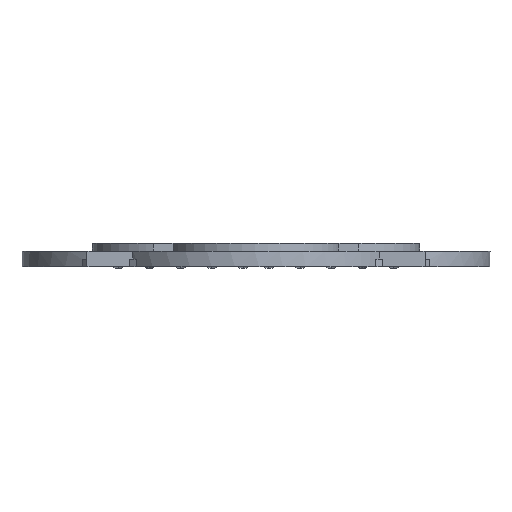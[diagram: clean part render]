
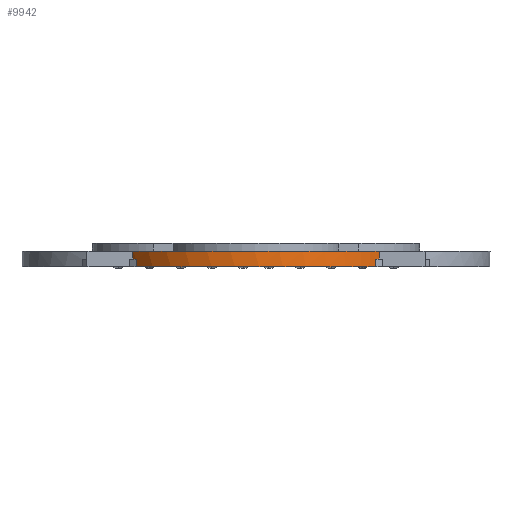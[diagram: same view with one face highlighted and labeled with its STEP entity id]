
A CAD part, front view. The second image highlights one B-rep face of the part: STEP entity #9942.
In plain terms, the highlighted free-form (B-spline) face has degree [2, 1] with [3, 2] control points.
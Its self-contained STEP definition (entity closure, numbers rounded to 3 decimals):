
#2349 = VERTEX_POINT('',#2350);
#2350 = CARTESIAN_POINT('',(545.282,-790.464,0.));
#2356 = EDGE_CURVE('',#2357,#2349,#2359,.T.);
#2357 = VERTEX_POINT('',#2358);
#2358 = CARTESIAN_POINT('',(-545.282,-790.464,0.));
#2359 = ( BOUNDED_CURVE() B_SPLINE_CURVE(2,(#2360,#2361,#2362),
.UNSPECIFIED.,.F.,.F.) B_SPLINE_CURVE_WITH_KNOTS((3,3),(3.781,
5.644),.PIECEWISE_BEZIER_KNOTS.) CURVE() 
GEOMETRIC_REPRESENTATION_ITEM() RATIONAL_B_SPLINE_CURVE((1.,
0.597,1.)) REPRESENTATION_ITEM('') );
#2360 = CARTESIAN_POINT('',(-545.282,-790.464,0.));
#2361 = CARTESIAN_POINT('',(0.,-1523.614,0.)
  );
#2362 = CARTESIAN_POINT('',(545.282,-790.464,0.));
#9918 = VERTEX_POINT('',#9919);
#9919 = CARTESIAN_POINT('',(-560.676,-768.901,
    35.482));
#9924 = EDGE_CURVE('',#9925,#9918,#9927,.T.);
#9925 = VERTEX_POINT('',#9926);
#9926 = CARTESIAN_POINT('',(-560.676,-768.901,
    70.965));
#9927 = B_SPLINE_CURVE_WITH_KNOTS('',1,(#9928,#9929),.UNSPECIFIED.,.F.,
  .F.,(2,2),(-0.,25.4),.PIECEWISE_BEZIER_KNOTS.);
#9928 = CARTESIAN_POINT('',(-560.676,-768.901,
    70.965));
#9929 = CARTESIAN_POINT('',(-560.676,-768.901,
    35.482));
#9942 = ADVANCED_FACE('',(#9943),#9988,.T.);
#9943 = FACE_BOUND('',#9944,.T.);
#9944 = EDGE_LOOP('',(#9945,#9952,#9960,#9967,#9973,#9974,#9982,#9987));
#9945 = ORIENTED_EDGE('',*,*,#9946,.F.);
#9946 = EDGE_CURVE('',#9947,#2349,#9949,.T.);
#9947 = VERTEX_POINT('',#9948);
#9948 = CARTESIAN_POINT('',(545.282,-790.464,
    35.482));
#9949 = B_SPLINE_CURVE_WITH_KNOTS('',1,(#9950,#9951),.UNSPECIFIED.,.F.,
  .F.,(2,2),(-12.7,12.7),.PIECEWISE_BEZIER_KNOTS.);
#9950 = CARTESIAN_POINT('',(545.282,-790.464,
    35.482));
#9951 = CARTESIAN_POINT('',(545.282,-790.464,0.));
#9952 = ORIENTED_EDGE('',*,*,#9953,.T.);
#9953 = EDGE_CURVE('',#9947,#9954,#9956,.T.);
#9954 = VERTEX_POINT('',#9955);
#9955 = CARTESIAN_POINT('',(560.676,-768.901,
    35.482));
#9956 = ( BOUNDED_CURVE() B_SPLINE_CURVE(2,(#9957,#9958,#9959),
.UNSPECIFIED.,.F.,.F.) B_SPLINE_CURVE_WITH_KNOTS((3,3),(5.644,
5.683),.PIECEWISE_BEZIER_KNOTS.) CURVE() 
GEOMETRIC_REPRESENTATION_ITEM() RATIONAL_B_SPLINE_CURVE((1.,
1.,1.)) REPRESENTATION_ITEM('') );
#9957 = CARTESIAN_POINT('',(545.282,-790.464,
    35.482));
#9958 = CARTESIAN_POINT('',(553.189,-779.833,
    35.482));
#9959 = CARTESIAN_POINT('',(560.676,-768.901,
    35.482));
#9960 = ORIENTED_EDGE('',*,*,#9961,.F.);
#9961 = EDGE_CURVE('',#9962,#9954,#9964,.T.);
#9962 = VERTEX_POINT('',#9963);
#9963 = CARTESIAN_POINT('',(560.676,-768.901,
    70.965));
#9964 = B_SPLINE_CURVE_WITH_KNOTS('',1,(#9965,#9966),.UNSPECIFIED.,.F.,
  .F.,(2,2),(-0.,25.4),.PIECEWISE_BEZIER_KNOTS.);
#9965 = CARTESIAN_POINT('',(560.676,-768.901,
    70.965));
#9966 = CARTESIAN_POINT('',(560.676,-768.901,
    35.482));
#9967 = ORIENTED_EDGE('',*,*,#9968,.F.);
#9968 = EDGE_CURVE('',#9925,#9962,#9969,.T.);
#9969 = ( BOUNDED_CURVE() B_SPLINE_CURVE(2,(#9970,#9971,#9972),
.UNSPECIFIED.,.F.,.F.) B_SPLINE_CURVE_WITH_KNOTS((3,3),(3.742,
5.683),.PIECEWISE_BEZIER_KNOTS.) CURVE() 
GEOMETRIC_REPRESENTATION_ITEM() RATIONAL_B_SPLINE_CURVE((1.,
0.565,1.)) REPRESENTATION_ITEM('') );
#9970 = CARTESIAN_POINT('',(-560.676,-768.901,
    70.965));
#9971 = CARTESIAN_POINT('',(0.,-1587.556,
    70.965));
#9972 = CARTESIAN_POINT('',(560.676,-768.901,
    70.965));
#9973 = ORIENTED_EDGE('',*,*,#9924,.T.);
#9974 = ORIENTED_EDGE('',*,*,#9975,.T.);
#9975 = EDGE_CURVE('',#9918,#9976,#9978,.T.);
#9976 = VERTEX_POINT('',#9977);
#9977 = CARTESIAN_POINT('',(-545.282,-790.464,
    35.482));
#9978 = ( BOUNDED_CURVE() B_SPLINE_CURVE(2,(#9979,#9980,#9981),
.UNSPECIFIED.,.F.,.F.) B_SPLINE_CURVE_WITH_KNOTS((3,3),(3.742,
3.781),.PIECEWISE_BEZIER_KNOTS.) CURVE() 
GEOMETRIC_REPRESENTATION_ITEM() RATIONAL_B_SPLINE_CURVE((1.,
1.,1.)) REPRESENTATION_ITEM('') );
#9979 = CARTESIAN_POINT('',(-560.676,-768.901,
    35.482));
#9980 = CARTESIAN_POINT('',(-553.189,-779.833,
    35.482));
#9981 = CARTESIAN_POINT('',(-545.282,-790.464,
    35.482));
#9982 = ORIENTED_EDGE('',*,*,#9983,.F.);
#9983 = EDGE_CURVE('',#2357,#9976,#9984,.T.);
#9984 = B_SPLINE_CURVE_WITH_KNOTS('',1,(#9985,#9986),.UNSPECIFIED.,.F.,
  .F.,(2,2),(-12.7,12.7),.PIECEWISE_BEZIER_KNOTS.);
#9985 = CARTESIAN_POINT('',(-545.282,-790.464,0.));
#9986 = CARTESIAN_POINT('',(-545.282,-790.464,
    35.482));
#9987 = ORIENTED_EDGE('',*,*,#2356,.T.);
#9988 = ( BOUNDED_SURFACE() B_SPLINE_SURFACE(2,1,(
    (#9989,#9990)
    ,(#9991,#9992)
    ,(#9993,#9994
)),.UNSPECIFIED.,.F.,.F.,.F.) B_SPLINE_SURFACE_WITH_KNOTS((3,3),(2,2),(
    3.742,5.683),(0.,50.8),.PIECEWISE_BEZIER_KNOTS.) 
GEOMETRIC_REPRESENTATION_ITEM() RATIONAL_B_SPLINE_SURFACE((
    (1.,1.)
    ,(0.565,0.565)
,(1.,1.))) REPRESENTATION_ITEM('') SURFACE() );
#9989 = CARTESIAN_POINT('',(560.676,-768.901,
    70.965));
#9990 = CARTESIAN_POINT('',(560.676,-768.901,0.));
#9991 = CARTESIAN_POINT('',(0.,-1587.556,
    70.965));
#9992 = CARTESIAN_POINT('',(0.,-1587.556,0.));
#9993 = CARTESIAN_POINT('',(-560.676,-768.901,
    70.965));
#9994 = CARTESIAN_POINT('',(-560.676,-768.901,0.));
